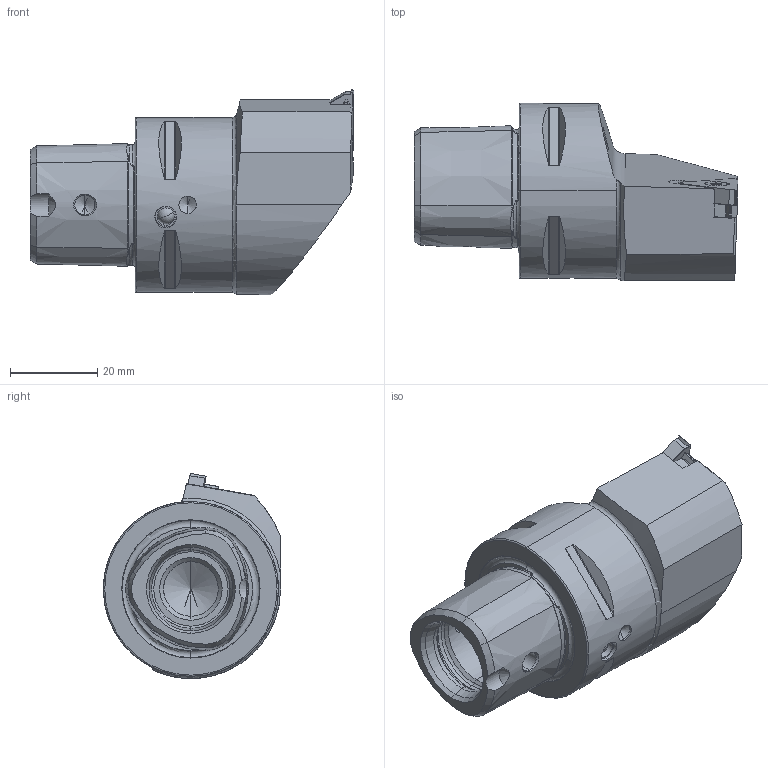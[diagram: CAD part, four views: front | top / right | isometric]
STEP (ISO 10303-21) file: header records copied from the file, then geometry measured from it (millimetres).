
FILE_DESCRIPTION (( 'STEP AP214' ), '1' );
FILE_NAME ('PS4.KGB.LGA.050.STEP', '2019-05-15T12:24:31', ( '' ), ( '' ), 'SwSTEP 2.0', 'SolidWorks 2017', '' );
FILE_SCHEMA (( 'AUTOMOTIVE_DESIGN' ));
Length unit declared in the file: millimetre
Products named in the file (13): PS4.KGB.LGA.050; KVT_MB_600_050; WGB-ER3.001.007_A; WGB-ER2.102.003_A; LT16ER; WGB-ER2.001.012_A; PS4-KGB.LGA.050_A_Fertigbearbeitung; PS4-KGB.LGA.050_A
Assembly tree (6 placements, depth 2):
  PS4.KGB.LGA.050
    PS4-KGB.LGA.050_A_Fertigbearbeitung
    KVT_MB_600_050
    LT16ER
    WGB-ER2.102.003_A
    WGB-ER2.001.012_A
    WGB-ER3.001.007_A
  WGB-ER2.102.003_A
  WGB-ER2.001.012_A
  PS4-KGB.LGA.050_A
  WGB-ER3.001.007_A
Bounding box: 74 x 40.5 x 46.91 mm (x, y, z)
Volume: 54340.7 mm3; surface area: 13931.9 mm2
Topology: 7 solids, 7 shells, 329 faces, 798 edges, 483 vertices
Faces by surface type: cylinder 100, cone 99, plane 87, torus 41, sphere 2
Entity records: 10767 total; most frequent: CARTESIAN_POINT 2759, DIRECTION 1621, ORIENTED_EDGE 1562, EDGE_CURVE 781, AXIS2_PLACEMENT_3D 644, VERTEX_POINT 480, EDGE_LOOP 353, LINE 333
